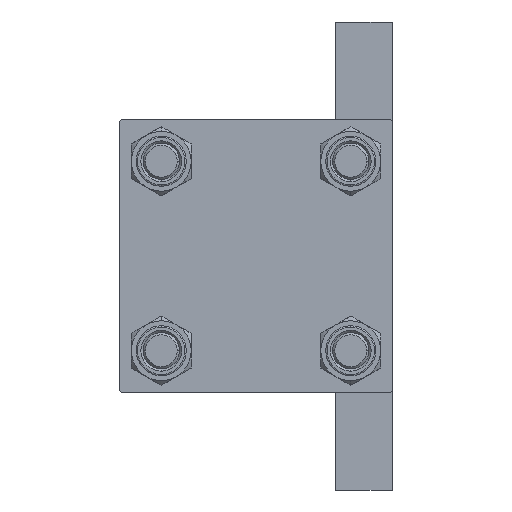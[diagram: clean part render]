
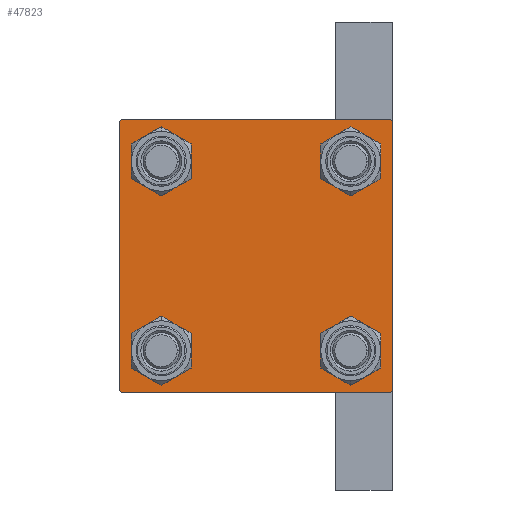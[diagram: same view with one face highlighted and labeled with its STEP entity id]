
A CAD part, left-side view. The second image highlights one B-rep face of the part: STEP entity #47823.
In plain terms, the highlighted planar face has unit normal (-1, 0, 0).
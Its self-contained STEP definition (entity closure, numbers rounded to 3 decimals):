
#58 = ORIENTED_EDGE ( 'NONE', *, *, #31734, .T. ) ;
#538 = CARTESIAN_POINT ( 'NONE',  ( 0., -20.85, -16.35 ) ) ;
#563 = ORIENTED_EDGE ( 'NONE', *, *, #28743, .T. ) ;
#1413 = VECTOR ( 'NONE', #42825, 1000. ) ;
#1537 = CARTESIAN_POINT ( 'NONE',  ( 0., 29.5, 30. ) ) ;
#1864 = CARTESIAN_POINT ( 'NONE',  ( 0., 29.75, -29.75 ) ) ;
#1887 = ORIENTED_EDGE ( 'NONE', *, *, #42095, .T. ) ;
#2144 = EDGE_CURVE ( 'NONE', #24429, #46164, #12841, .T. ) ;
#2167 = LINE ( 'NONE', #25058, #29251 ) ;
#2518 = LINE ( 'NONE', #8952, #46432 ) ;
#2666 = VERTEX_POINT ( 'NONE', #36536 ) ;
#2790 = CARTESIAN_POINT ( 'NONE',  ( 0., 30., 30. ) ) ;
#2867 = EDGE_CURVE ( 'NONE', #22848, #18492, #46485, .T. ) ;
#3260 = CARTESIAN_POINT ( 'NONE',  ( 0., -20.85, 25.35 ) ) ;
#3938 = AXIS2_PLACEMENT_3D ( 'NONE', #48357, #14602, #37761 ) ;
#4270 = CARTESIAN_POINT ( 'NONE',  ( 0., 20.85, 16.35 ) ) ;
#4359 = ORIENTED_EDGE ( 'NONE', *, *, #7029, .T. ) ;
#4421 = VERTEX_POINT ( 'NONE', #17640 ) ;
#4554 = VECTOR ( 'NONE', #6458, 1000. ) ;
#4819 = CARTESIAN_POINT ( 'NONE',  ( 0., -30., 29.5 ) ) ;
#5150 = DIRECTION ( 'NONE',  ( 1., 0., 0. ) ) ;
#5296 = CARTESIAN_POINT ( 'NONE',  ( 0., 20.85, 25.35 ) ) ;
#5467 = DIRECTION ( 'NONE',  ( 1., 0., 0. ) ) ;
#5714 = FACE_BOUND ( 'NONE', #20905, .T. ) ;
#5875 = CARTESIAN_POINT ( 'NONE',  ( 0., 30., 30. ) ) ;
#6458 = DIRECTION ( 'NONE',  ( 0., 0., -1. ) ) ;
#7029 = EDGE_CURVE ( 'NONE', #24485, #40945, #35771, .T. ) ;
#8226 = DIRECTION ( 'NONE',  ( 1., 0., 0. ) ) ;
#8601 = DIRECTION ( 'NONE',  ( 0., 0., 1. ) ) ;
#8887 = DIRECTION ( 'NONE',  ( 0., 0.707, 0.707 ) ) ;
#8932 = CARTESIAN_POINT ( 'NONE',  ( 0., 30., -30. ) ) ;
#8952 = CARTESIAN_POINT ( 'NONE',  ( 0., 29.75, 29.75 ) ) ;
#9197 = VECTOR ( 'NONE', #8887, 1000. ) ;
#10657 = LINE ( 'NONE', #2790, #4554 ) ;
#10851 = AXIS2_PLACEMENT_3D ( 'NONE', #42392, #34996, #8601 ) ;
#10877 = DIRECTION ( 'NONE',  ( 1., 0., 0. ) ) ;
#10891 = EDGE_CURVE ( 'NONE', #19724, #47964, #22113, .T. ) ;
#11121 = CARTESIAN_POINT ( 'NONE',  ( 0., 20.85, -25.35 ) ) ;
#11637 = CIRCLE ( 'NONE', #10851, 4.5 ) ;
#11686 = DIRECTION ( 'NONE',  ( 0., 0., 1. ) ) ;
#11892 = AXIS2_PLACEMENT_3D ( 'NONE', #40482, #10877, #25912 ) ;
#12069 = DIRECTION ( 'NONE',  ( 1., 0., 0. ) ) ;
#12757 = LINE ( 'NONE', #23590, #1413 ) ;
#12841 = LINE ( 'NONE', #17012, #9197 ) ;
#13138 = DIRECTION ( 'NONE',  ( 0., 0., 1. ) ) ;
#13338 = EDGE_CURVE ( 'NONE', #24429, #4421, #2167, .T. ) ;
#13599 = CIRCLE ( 'NONE', #23850, 4.5 ) ;
#13602 = CARTESIAN_POINT ( 'NONE',  ( 0., -20.85, -25.35 ) ) ;
#13637 = ORIENTED_EDGE ( 'NONE', *, *, #44395, .T. ) ;
#13866 = FACE_BOUND ( 'NONE', #48696, .T. ) ;
#14494 = EDGE_LOOP ( 'NONE', ( #30853, #1887 ) ) ;
#14503 = EDGE_LOOP ( 'NONE', ( #4359, #563 ) ) ;
#14532 = AXIS2_PLACEMENT_3D ( 'NONE', #38009, #20004, #35052 ) ;
#14602 = DIRECTION ( 'NONE',  ( 1., 0., 0. ) ) ;
#15983 = AXIS2_PLACEMENT_3D ( 'NONE', #27342, #12069, #38212 ) ;
#16519 = ORIENTED_EDGE ( 'NONE', *, *, #44842, .T. ) ;
#16677 = ORIENTED_EDGE ( 'NONE', *, *, #28681, .T. ) ;
#16856 = VECTOR ( 'NONE', #35795, 1000. ) ;
#17012 = CARTESIAN_POINT ( 'NONE',  ( 0., -29.75, 29.75 ) ) ;
#17640 = CARTESIAN_POINT ( 'NONE',  ( 0., -30., -29.5 ) ) ;
#18492 = VERTEX_POINT ( 'NONE', #13602 ) ;
#18777 = AXIS2_PLACEMENT_3D ( 'NONE', #31402, #8226, #11686 ) ;
#19094 = EDGE_LOOP ( 'NONE', ( #16519, #40517, #58, #13637, #45682, #32498, #24835, #47004 ) ) ;
#19459 = CARTESIAN_POINT ( 'NONE',  ( 0., 20.85, 20.85 ) ) ;
#19724 = VERTEX_POINT ( 'NONE', #31388 ) ;
#20004 = DIRECTION ( 'NONE',  ( 1., 0., 0. ) ) ;
#20445 = EDGE_CURVE ( 'NONE', #22775, #27758, #46285, .T. ) ;
#20749 = LINE ( 'NONE', #8932, #16856 ) ;
#20761 = FACE_OUTER_BOUND ( 'NONE', #19094, .T. ) ;
#20905 = EDGE_LOOP ( 'NONE', ( #32491, #16677 ) ) ;
#20996 = FACE_BOUND ( 'NONE', #14494, .T. ) ;
#20998 = ORIENTED_EDGE ( 'NONE', *, *, #20445, .T. ) ;
#21551 = EDGE_CURVE ( 'NONE', #31822, #32164, #47687, .T. ) ;
#22113 = CIRCLE ( 'NONE', #11892, 4.5 ) ;
#22479 = VERTEX_POINT ( 'NONE', #36599 ) ;
#22601 = VECTOR ( 'NONE', #40053, 1000. ) ;
#22775 = VERTEX_POINT ( 'NONE', #3260 ) ;
#22848 = VERTEX_POINT ( 'NONE', #538 ) ;
#23590 = CARTESIAN_POINT ( 'NONE',  ( 0., -29.75, -29.75 ) ) ;
#23850 = AXIS2_PLACEMENT_3D ( 'NONE', #19459, #5150, #30552 ) ;
#24429 = VERTEX_POINT ( 'NONE', #4819 ) ;
#24458 = FACE_BOUND ( 'NONE', #14503, .T. ) ;
#24485 = VERTEX_POINT ( 'NONE', #5296 ) ;
#24835 = ORIENTED_EDGE ( 'NONE', *, *, #32161, .F. ) ;
#24966 = AXIS2_PLACEMENT_3D ( 'NONE', #42966, #5467, #46683 ) ;
#25058 = CARTESIAN_POINT ( 'NONE',  ( 0., -30., 30. ) ) ;
#25912 = DIRECTION ( 'NONE',  ( 0., 0., 1. ) ) ;
#27342 = CARTESIAN_POINT ( 'NONE',  ( 0., 20.85, -20.85 ) ) ;
#27758 = VERTEX_POINT ( 'NONE', #44967 ) ;
#28146 = PLANE ( 'NONE',  #38540 ) ;
#28681 = EDGE_CURVE ( 'NONE', #47964, #19724, #42752, .T. ) ;
#28743 = EDGE_CURVE ( 'NONE', #40945, #24485, #13599, .T. ) ;
#29251 = VECTOR ( 'NONE', #47282, 1000. ) ;
#29822 = CARTESIAN_POINT ( 'NONE',  ( 0., -29.5, 30. ) ) ;
#30214 = VECTOR ( 'NONE', #32511, 1000. ) ;
#30552 = DIRECTION ( 'NONE',  ( 0., 0., 1. ) ) ;
#30853 = ORIENTED_EDGE ( 'NONE', *, *, #2867, .T. ) ;
#31388 = CARTESIAN_POINT ( 'NONE',  ( 0., 20.85, -16.35 ) ) ;
#31402 = CARTESIAN_POINT ( 'NONE',  ( 0., -20.85, -20.85 ) ) ;
#31634 = CARTESIAN_POINT ( 'NONE',  ( 0., 0., 0. ) ) ;
#31734 = EDGE_CURVE ( 'NONE', #32164, #2666, #20749, .T. ) ;
#31822 = VERTEX_POINT ( 'NONE', #33067 ) ;
#32161 = EDGE_CURVE ( 'NONE', #45975, #46164, #36706, .T. ) ;
#32164 = VERTEX_POINT ( 'NONE', #39448 ) ;
#32425 = ORIENTED_EDGE ( 'NONE', *, *, #41818, .T. ) ;
#32491 = ORIENTED_EDGE ( 'NONE', *, *, #10891, .T. ) ;
#32498 = ORIENTED_EDGE ( 'NONE', *, *, #2144, .T. ) ;
#32511 = DIRECTION ( 'NONE',  ( 0., -1., 0. ) ) ;
#33067 = CARTESIAN_POINT ( 'NONE',  ( 0., 30., -29.5 ) ) ;
#34996 = DIRECTION ( 'NONE',  ( 1., 0., 0. ) ) ;
#35052 = DIRECTION ( 'NONE',  ( 0., 0., 1. ) ) ;
#35771 = CIRCLE ( 'NONE', #14532, 4.5 ) ;
#35795 = DIRECTION ( 'NONE',  ( 0., -1., 0. ) ) ;
#36536 = CARTESIAN_POINT ( 'NONE',  ( 0., -29.5, -30. ) ) ;
#36599 = CARTESIAN_POINT ( 'NONE',  ( 0., 30., 29.5 ) ) ;
#36706 = LINE ( 'NONE', #5875, #30214 ) ;
#37761 = DIRECTION ( 'NONE',  ( 0., 0., 1. ) ) ;
#38009 = CARTESIAN_POINT ( 'NONE',  ( 0., 20.85, 20.85 ) ) ;
#38212 = DIRECTION ( 'NONE',  ( 0., 0., 1. ) ) ;
#38540 = AXIS2_PLACEMENT_3D ( 'NONE', #31634, #40000, #13138 ) ;
#39448 = CARTESIAN_POINT ( 'NONE',  ( 0., 29.5, -30. ) ) ;
#40000 = DIRECTION ( 'NONE',  ( -1., 0., 0. ) ) ;
#40053 = DIRECTION ( 'NONE',  ( 0., -0.707, -0.707 ) ) ;
#40482 = CARTESIAN_POINT ( 'NONE',  ( 0., 20.85, -20.85 ) ) ;
#40517 = ORIENTED_EDGE ( 'NONE', *, *, #21551, .T. ) ;
#40945 = VERTEX_POINT ( 'NONE', #4270 ) ;
#41818 = EDGE_CURVE ( 'NONE', #27758, #22775, #11637, .T. ) ;
#42095 = EDGE_CURVE ( 'NONE', #18492, #22848, #45549, .T. ) ;
#42392 = CARTESIAN_POINT ( 'NONE',  ( 0., -20.85, 20.85 ) ) ;
#42752 = CIRCLE ( 'NONE', #15983, 4.5 ) ;
#42825 = DIRECTION ( 'NONE',  ( 0., -0.707, 0.707 ) ) ;
#42966 = CARTESIAN_POINT ( 'NONE',  ( 0., -20.85, 20.85 ) ) ;
#44395 = EDGE_CURVE ( 'NONE', #2666, #4421, #12757, .T. ) ;
#44842 = EDGE_CURVE ( 'NONE', #22479, #31822, #10657, .T. ) ;
#44967 = CARTESIAN_POINT ( 'NONE',  ( 0., -20.85, 16.35 ) ) ;
#45549 = CIRCLE ( 'NONE', #18777, 4.5 ) ;
#45682 = ORIENTED_EDGE ( 'NONE', *, *, #13338, .F. ) ;
#45975 = VERTEX_POINT ( 'NONE', #1537 ) ;
#46164 = VERTEX_POINT ( 'NONE', #29822 ) ;
#46285 = CIRCLE ( 'NONE', #24966, 4.5 ) ;
#46432 = VECTOR ( 'NONE', #47155, 1000. ) ;
#46485 = CIRCLE ( 'NONE', #3938, 4.5 ) ;
#46683 = DIRECTION ( 'NONE',  ( 0., 0., 1. ) ) ;
#47004 = ORIENTED_EDGE ( 'NONE', *, *, #47890, .T. ) ;
#47155 = DIRECTION ( 'NONE',  ( 0., 0.707, -0.707 ) ) ;
#47282 = DIRECTION ( 'NONE',  ( 0., 0., -1. ) ) ;
#47687 = LINE ( 'NONE', #1864, #22601 ) ;
#47823 = ADVANCED_FACE ( 'NONE', ( #13866, #20996, #5714, #24458, #20761 ), #28146, .T. ) ;
#47890 = EDGE_CURVE ( 'NONE', #45975, #22479, #2518, .T. ) ;
#47964 = VERTEX_POINT ( 'NONE', #11121 ) ;
#48357 = CARTESIAN_POINT ( 'NONE',  ( 0., -20.85, -20.85 ) ) ;
#48696 = EDGE_LOOP ( 'NONE', ( #20998, #32425 ) ) ;
